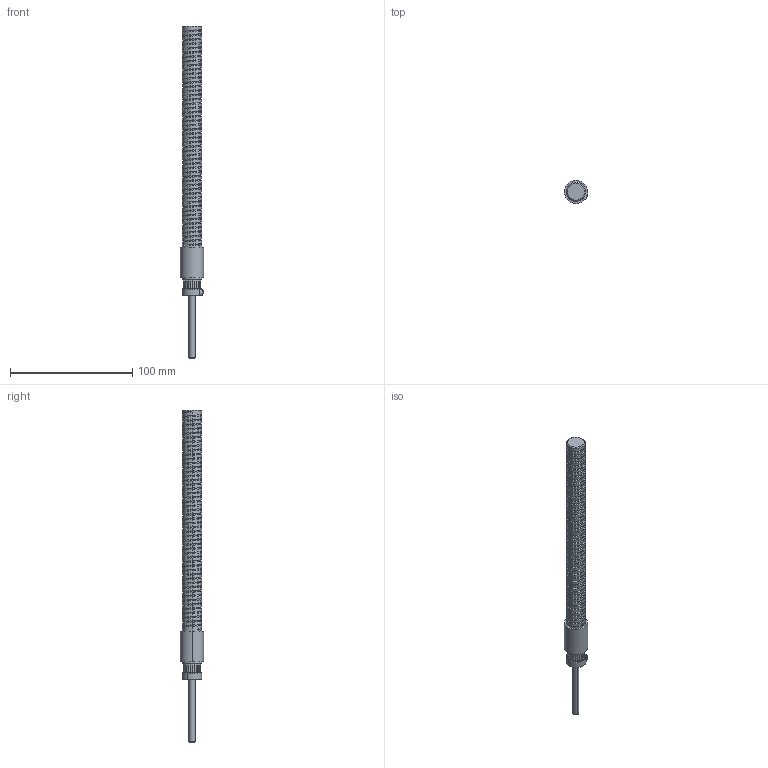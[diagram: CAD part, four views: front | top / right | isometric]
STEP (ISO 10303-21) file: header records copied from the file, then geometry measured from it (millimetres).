
FILE_DESCRIPTION (( 'STEP AP203' ), '1' );
FILE_NAME ('rotary part_Default_sldprt.STEP', '2023-06-27T13:48:57', ( '' ), ( '' ), 'SwSTEP 2.0', 'SolidWorks 2023', '' );
FILE_SCHEMA (( 'CONFIG_CONTROL_DESIGN' ));
Length unit declared in the file: millimetre
Products named in the file (1): rotary part_Default_sldprt
Bounding box: 19.1 x 19.1 x 271.62 mm (x, y, z)
Volume: 43528.5 mm3; surface area: 15797.1 mm2
Topology: 4 solids, 4 shells, 288 faces, 739 edges, 463 vertices
Faces by surface type: cylinder 178, cone 50, plane 43, torus 10, bspline 5, sphere 2
Entity records: 21735 total; most frequent: CARTESIAN_POINT 15136, ORIENTED_EDGE 1474, DIRECTION 1342, EDGE_CURVE 737, AXIS2_PLACEMENT_3D 543, VERTEX_POINT 463, EDGE_LOOP 298, FACE_OUTER_BOUND 288
